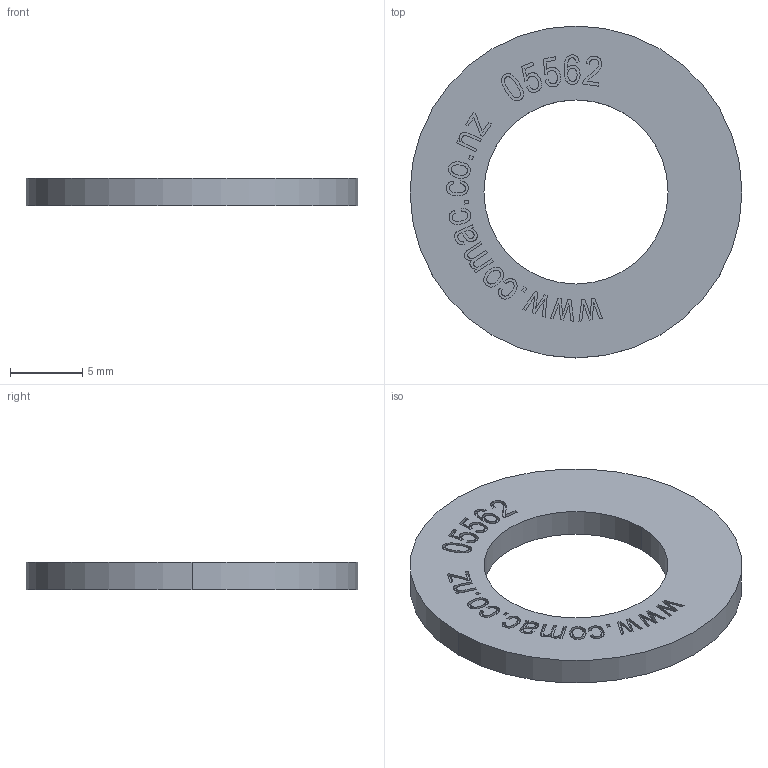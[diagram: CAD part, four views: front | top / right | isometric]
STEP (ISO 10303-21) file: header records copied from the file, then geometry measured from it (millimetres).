
FILE_DESCRIPTION (( 'STEP AP214' ), '1' );
FILE_NAME ('05562-Washer Nylon Clear White 22mm M12.STEP', '2018-12-03T22:03:29', ( '' ), ( '' ), 'SwSTEP 2.0', 'SolidWorks 2018', '' );
FILE_SCHEMA (( 'AUTOMOTIVE_DESIGN' ));
Length unit declared in the file: millimetre
Products named in the file (2): 05562-Washer Nylon Clear White 22mm M12
Bounding box: 22.9 x 22.9 x 1.9 mm (x, y, z)
Volume: 538.2 mm3; surface area: 820.1 mm2
Topology: 1 solids, 1 shells, 273 faces, 738 edges, 492 vertices
Faces by surface type: plane 153, bspline 116, cylinder 4
Entity records: 14957 total; most frequent: CARTESIAN_POINT 8821, ORIENTED_EDGE 1476, DIRECTION 832, EDGE_CURVE 738, VECTOR 498, LINE 498, VERTEX_POINT 492, EDGE_LOOP 300
